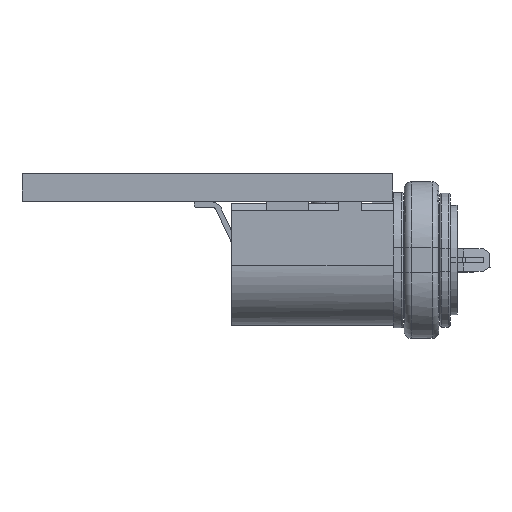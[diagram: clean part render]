
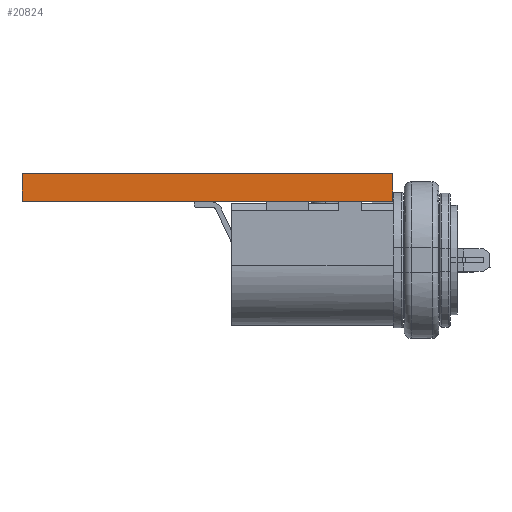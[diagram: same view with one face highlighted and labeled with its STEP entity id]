
A CAD part, left-side view. The second image highlights one B-rep face of the part: STEP entity #20824.
In plain terms, the highlighted planar face has unit normal (-1, 0, 0).
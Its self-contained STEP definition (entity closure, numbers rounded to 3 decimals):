
#470 = EDGE_LOOP ( 'NONE', ( #21460, #4079, #10325, #5476 ) ) ;
#623 = CARTESIAN_POINT ( 'NONE',  ( -4.827, 16.598, 0.77 ) ) ;
#913 = CARTESIAN_POINT ( 'NONE',  ( -4.827, 5.526, 1.57 ) ) ;
#1078 = VERTEX_POINT ( 'NONE', #2919 ) ;
#1841 = LINE ( 'NONE', #913, #9014 ) ;
#2919 = CARTESIAN_POINT ( 'NONE',  ( -4.827, 5.526, 1.57 ) ) ;
#4079 = ORIENTED_EDGE ( 'NONE', *, *, #16017, .F. ) ;
#5311 = VECTOR ( 'NONE', #12333, 1000. ) ;
#5476 = ORIENTED_EDGE ( 'NONE', *, *, #6984, .T. ) ;
#6306 = AXIS2_PLACEMENT_3D ( 'NONE', #9003, #17521, #9079 ) ;
#6456 = DIRECTION ( 'NONE',  ( 0., -1., 0. ) ) ;
#6496 = VECTOR ( 'NONE', #17523, 1000. ) ;
#6984 = EDGE_CURVE ( 'NONE', #8180, #21691, #10093, .T. ) ;
#7061 = PLANE ( 'NONE',  #6306 ) ;
#8180 = VERTEX_POINT ( 'NONE', #9409 ) ;
#9003 = CARTESIAN_POINT ( 'NONE',  ( -4.827, 16.228, 1.57 ) ) ;
#9014 = VECTOR ( 'NONE', #19695, 1000. ) ;
#9079 = DIRECTION ( 'NONE',  ( 0., 1., 0. ) ) ;
#9409 = CARTESIAN_POINT ( 'NONE',  ( -4.827, 16.228, 1.57 ) ) ;
#10093 = LINE ( 'NONE', #10613, #5311 ) ;
#10325 = ORIENTED_EDGE ( 'NONE', *, *, #12459, .F. ) ;
#10613 = CARTESIAN_POINT ( 'NONE',  ( -4.827, 16.228, 1.57 ) ) ;
#11000 = LINE ( 'NONE', #16554, #16575 ) ;
#11017 = LINE ( 'NONE', #623, #6496 ) ;
#11447 = FACE_OUTER_BOUND ( 'NONE', #470, .T. ) ;
#12284 = EDGE_CURVE ( 'NONE', #21691, #14253, #11017, .T. ) ;
#12333 = DIRECTION ( 'NONE',  ( 0., 0., -1. ) ) ;
#12459 = EDGE_CURVE ( 'NONE', #8180, #1078, #11000, .T. ) ;
#14253 = VERTEX_POINT ( 'NONE', #17890 ) ;
#14758 = CARTESIAN_POINT ( 'NONE',  ( -4.827, 16.228, 0.77 ) ) ;
#16017 = EDGE_CURVE ( 'NONE', #1078, #14253, #1841, .T. ) ;
#16554 = CARTESIAN_POINT ( 'NONE',  ( -4.827, 16.228, 1.57 ) ) ;
#16575 = VECTOR ( 'NONE', #6456, 1000. ) ;
#17521 = DIRECTION ( 'NONE',  ( 1., 0., 0. ) ) ;
#17523 = DIRECTION ( 'NONE',  ( 0., -1., 0. ) ) ;
#17890 = CARTESIAN_POINT ( 'NONE',  ( -4.827, 5.526, 0.77 ) ) ;
#19695 = DIRECTION ( 'NONE',  ( 0., 0., -1. ) ) ;
#20824 = ADVANCED_FACE ( 'NONE', ( #11447 ), #7061, .F. ) ;
#21460 = ORIENTED_EDGE ( 'NONE', *, *, #12284, .T. ) ;
#21691 = VERTEX_POINT ( 'NONE', #14758 ) ;
